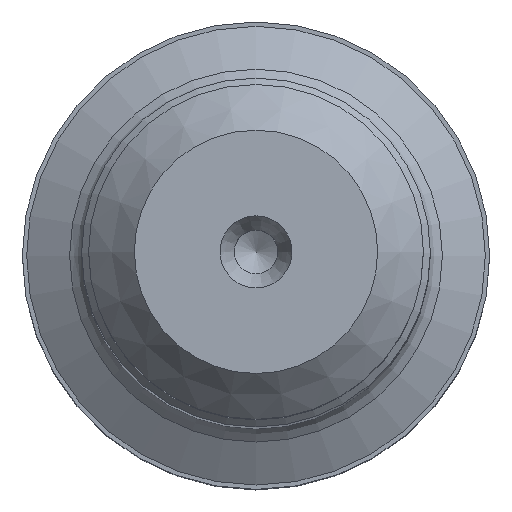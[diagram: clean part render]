
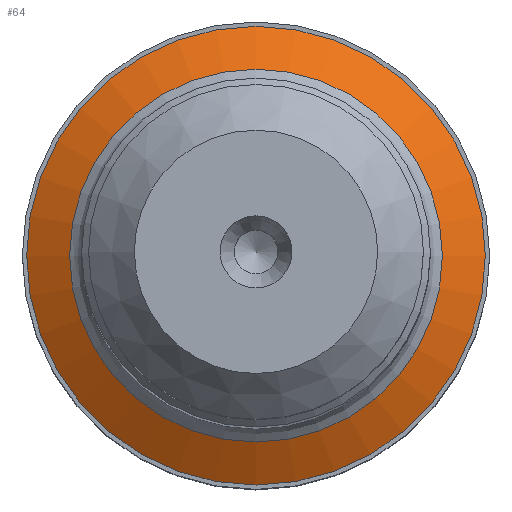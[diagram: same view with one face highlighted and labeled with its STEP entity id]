
A CAD part, top view. The second image highlights one B-rep face of the part: STEP entity #64.
In plain terms, the highlighted conical face has half-angle 60 degrees and reference radius 7.85 mm.
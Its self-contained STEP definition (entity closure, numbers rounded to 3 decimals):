
#51=CONICAL_SURFACE('',#326,7.85,60.);
#64=ADVANCED_FACE('',(#96,#97),#51,.T.);
#96=FACE_BOUND('',#136,.T.);
#97=FACE_BOUND('',#137,.T.);
#136=EDGE_LOOP('',(#176));
#137=EDGE_LOOP('',(#177));
#176=ORIENTED_EDGE('',*,*,#237,.T.);
#177=ORIENTED_EDGE('',*,*,#238,.F.);
#215=VERTEX_POINT('',#496);
#216=VERTEX_POINT('',#498);
#237=EDGE_CURVE('',#215,#215,#257,.T.);
#238=EDGE_CURVE('',#216,#216,#258,.T.);
#257=CIRCLE('',#324,8.55);
#258=CIRCLE('',#325,10.521);
#324=AXIS2_PLACEMENT_3D('',#495,#382,#383);
#325=AXIS2_PLACEMENT_3D('',#497,#384,#385);
#326=AXIS2_PLACEMENT_3D('',#499,#386,#387);
#382=DIRECTION('',(0.,0.,-1.));
#383=DIRECTION('',(-1.,0.,0.));
#384=DIRECTION('',(0.,0.,-1.));
#385=DIRECTION('',(-1.,0.,0.));
#386=DIRECTION('',(0.,0.,-1.));
#387=DIRECTION('',(-1.,0.,0.));
#495=CARTESIAN_POINT('',(0.,0.,-99.747));
#496=CARTESIAN_POINT('',(-8.55,0.,-99.747));
#497=CARTESIAN_POINT('',(0.,0.,-100.885));
#498=CARTESIAN_POINT('',(-10.521,0.,-100.885));
#499=CARTESIAN_POINT('',(0.,0.,-99.342));
